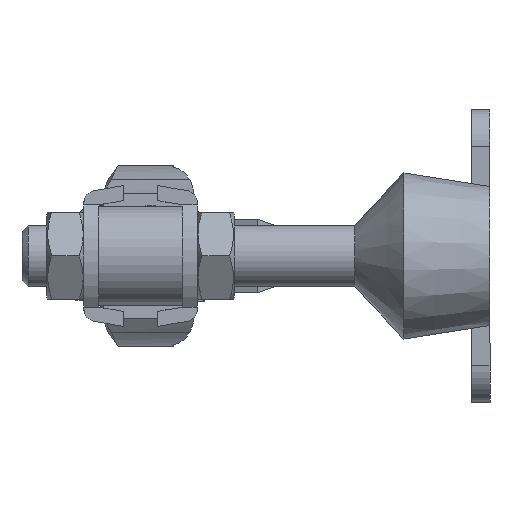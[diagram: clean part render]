
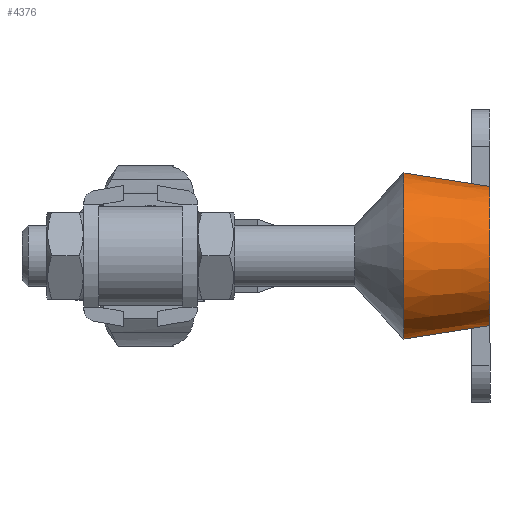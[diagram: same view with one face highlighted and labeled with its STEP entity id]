
A CAD part, left-side view. The second image highlights one B-rep face of the part: STEP entity #4376.
In plain terms, the highlighted conical face has half-angle 8.931 degrees and reference radius 5.65 mm.
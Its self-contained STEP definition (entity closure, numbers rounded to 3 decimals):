
#281 = ORIENTED_EDGE ( 'NONE', *, *, #2313, .T. ) ;
#539 = EDGE_CURVE ( 'NONE', #8942, #4944, #4666, .T. ) ;
#1285 = CARTESIAN_POINT ( 'NONE',  ( -37.85, -17.55, -5.65 ) ) ;
#1313 = VERTEX_POINT ( 'NONE', #8386 ) ;
#1650 = VECTOR ( 'NONE', #9884, 1000. ) ;
#1741 = DIRECTION ( 'NONE',  ( 0., 0., 1. ) ) ;
#2006 = CARTESIAN_POINT ( 'NONE',  ( -37.85, -17.55, 0. ) ) ;
#2313 = EDGE_CURVE ( 'NONE', #1313, #8898, #7582, .T. ) ;
#2523 = EDGE_LOOP ( 'NONE', ( #9498, #3998, #9163, #281 ) ) ;
#2706 = DIRECTION ( 'NONE',  ( -0.001, 1., 0. ) ) ;
#3469 = AXIS2_PLACEMENT_3D ( 'NONE', #2006, #2706, #1741 ) ;
#3981 = DIRECTION ( 'NONE',  ( 0., 0., -1. ) ) ;
#3998 = ORIENTED_EDGE ( 'NONE', *, *, #539, .F. ) ;
#4376 = ADVANCED_FACE ( 'NONE', ( #8620 ), #5592, .T. ) ;
#4468 = CARTESIAN_POINT ( 'NONE',  ( -37.85, -17.55, -5.65 ) ) ;
#4666 = CIRCLE ( 'NONE', #9306, 5.65 ) ;
#4713 = EDGE_CURVE ( 'NONE', #8942, #1313, #7023, .T. ) ;
#4749 = DIRECTION ( 'NONE',  ( 0.001, -1., 0. ) ) ;
#4944 = VERTEX_POINT ( 'NONE', #1285 ) ;
#5561 = CARTESIAN_POINT ( 'NONE',  ( -37.855, -10.55, 0. ) ) ;
#5592 = CONICAL_SURFACE ( 'NONE', #3469, 5.65, 0.156 ) ;
#5793 = CARTESIAN_POINT ( 'NONE',  ( -37.85, -17.55, 0. ) ) ;
#6143 = CARTESIAN_POINT ( 'NONE',  ( -37.85, -17.55, 5.65 ) ) ;
#6306 = VECTOR ( 'NONE', #7894, 1000. ) ;
#7023 = LINE ( 'NONE', #9153, #6306 ) ;
#7582 = CIRCLE ( 'NONE', #9617, 6.75 ) ;
#7655 = CARTESIAN_POINT ( 'NONE',  ( -37.855, -10.55, -6.75 ) ) ;
#7806 = LINE ( 'NONE', #4468, #1650 ) ;
#7886 = DIRECTION ( 'NONE',  ( 0.001, -1., 0. ) ) ;
#7894 = DIRECTION ( 'NONE',  ( -0.001, 0.988, 0.155 ) ) ;
#8386 = CARTESIAN_POINT ( 'NONE',  ( -37.855, -10.55, 6.75 ) ) ;
#8600 = DIRECTION ( 'NONE',  ( 0., 0., -1. ) ) ;
#8620 = FACE_OUTER_BOUND ( 'NONE', #2523, .T. ) ;
#8898 = VERTEX_POINT ( 'NONE', #7655 ) ;
#8942 = VERTEX_POINT ( 'NONE', #6143 ) ;
#9153 = CARTESIAN_POINT ( 'NONE',  ( -37.85, -17.55, 5.65 ) ) ;
#9163 = ORIENTED_EDGE ( 'NONE', *, *, #4713, .T. ) ;
#9306 = AXIS2_PLACEMENT_3D ( 'NONE', #5793, #7886, #8600 ) ;
#9409 = EDGE_CURVE ( 'NONE', #4944, #8898, #7806, .T. ) ;
#9498 = ORIENTED_EDGE ( 'NONE', *, *, #9409, .F. ) ;
#9617 = AXIS2_PLACEMENT_3D ( 'NONE', #5561, #4749, #3981 ) ;
#9884 = DIRECTION ( 'NONE',  ( -0.001, 0.988, -0.155 ) ) ;
